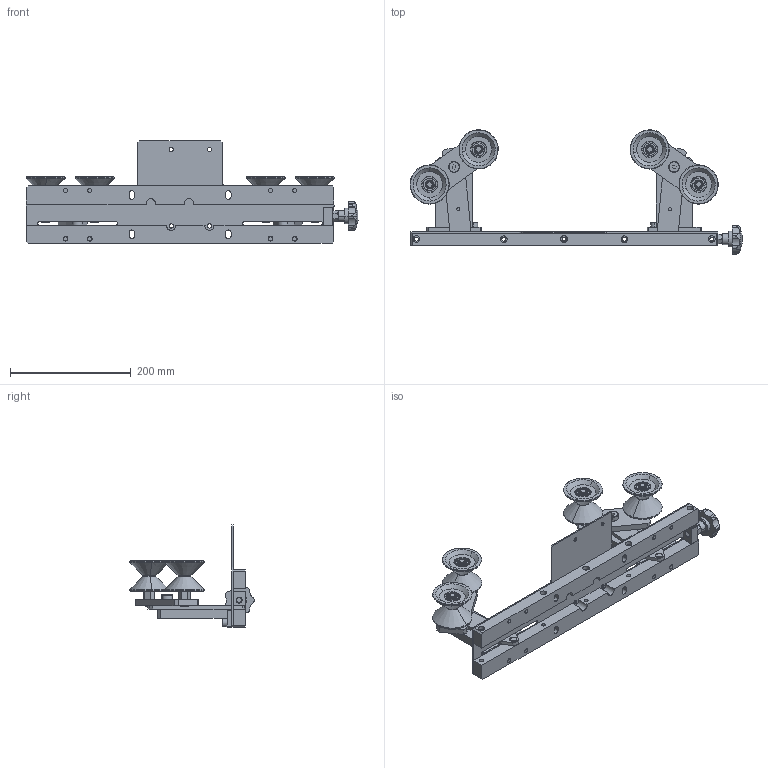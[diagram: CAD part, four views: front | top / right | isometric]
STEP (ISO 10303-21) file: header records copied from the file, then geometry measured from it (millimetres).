
FILE_DESCRIPTION (( 'STEP AP214' ), '1' );
FILE_NAME ('200523 STEP 3-401341-00_13999.STEP', '2020-05-23T06:23:58', ( '' ), ( '' ), 'SwSTEP 2.0', 'SolidWorks 2020', '' );
FILE_SCHEMA (( 'AUTOMOTIVE_DESIGN' ));
Length unit declared in the file: millimetre
Products named in the file (1): 200523 STEP 3-401341-00_13999
Bounding box: 550.71 x 206.32 x 170 mm (x, y, z)
Surface area: 422120.1 mm2 (no closed solid volume)
Topology: 0 solids, 81 shells, 932 faces, 3014 edges, 2179 vertices
Faces by surface type: plane 373, cylinder 342, cone 126, torus 60, bspline 31
Entity records: 49812 total; most frequent: CARTESIAN_POINT 13153, DIRECTION 5497, ORIENTED_EDGE 4862, EDGE_CURVE 3010, VERTEX_POINT 2179, AXIS2_PLACEMENT_3D 2004, LINE 1489, VECTOR 1489
